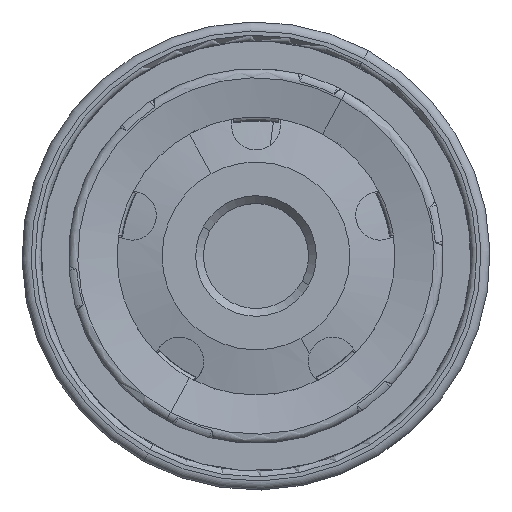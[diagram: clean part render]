
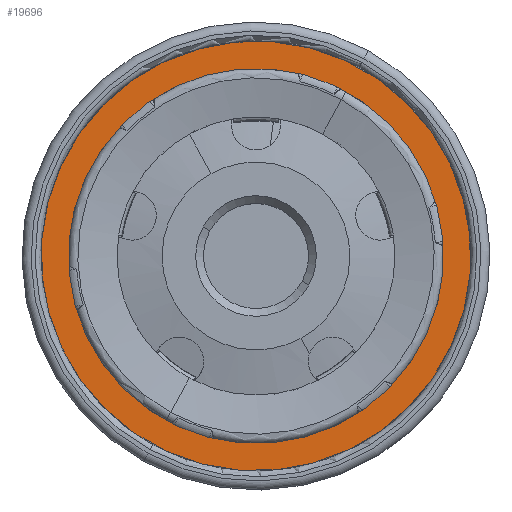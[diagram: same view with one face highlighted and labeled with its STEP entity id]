
A CAD part, top view. The second image highlights one B-rep face of the part: STEP entity #19696.
In plain terms, the highlighted planar face has unit normal (0, 0, 1).
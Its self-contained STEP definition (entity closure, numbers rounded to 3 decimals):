
#19571=AXIS2_PLACEMENT_3D('Circle Axis2P3D',#19569,#19570,$) ;
#19609=AXIS2_PLACEMENT_3D('Circle Axis2P3D',#19607,#19608,$) ;
#19652=AXIS2_PLACEMENT_3D('Circle Axis2P3D',#19650,#19651,$) ;
#19672=AXIS2_PLACEMENT_3D('Circle Axis2P3D',#19670,#19671,$) ;
#19686=AXIS2_PLACEMENT_3D('Plane Axis2P3D',#19683,#19684,#19685) ;
#19566=CARTESIAN_POINT('Vertex',(28.24,13.381,2.85)) ;
#19569=CARTESIAN_POINT('Axis2P3D Location',(0.,0.,2.85)) ;
#19573=CARTESIAN_POINT('Vertex',(-28.24,-13.381,2.85)) ;
#19607=CARTESIAN_POINT('Axis2P3D Location',(0.,0.,2.85)) ;
#19647=CARTESIAN_POINT('Vertex',(-32.352,-15.329,2.85)) ;
#19650=CARTESIAN_POINT('Axis2P3D Location',(0.,0.,2.85)) ;
#19654=CARTESIAN_POINT('Vertex',(32.352,15.329,2.85)) ;
#19670=CARTESIAN_POINT('Axis2P3D Location',(0.,0.,2.85)) ;
#19683=CARTESIAN_POINT('Axis2P3D Location',(-18.368,-25.282,2.85)) ;
#19570=DIRECTION('Axis2P3D Direction',(0.,0.,-1.)) ;
#19608=DIRECTION('Axis2P3D Direction',(0.,0.,-1.)) ;
#19651=DIRECTION('Axis2P3D Direction',(0.,0.,-1.)) ;
#19671=DIRECTION('Axis2P3D Direction',(0.,0.,-1.)) ;
#19684=DIRECTION('Axis2P3D Direction',(0.,0.,-1.)) ;
#19685=DIRECTION('Axis2P3D XDirection',(-0.809,0.588,0.)) ;
#19689=ORIENTED_EDGE('',*,*,#19656,.F.) ;
#19690=ORIENTED_EDGE('',*,*,#19674,.F.) ;
#19693=ORIENTED_EDGE('',*,*,#19611,.T.) ;
#19694=ORIENTED_EDGE('',*,*,#19575,.T.) ;
#19695=FACE_BOUND('',#19692,.T.) ;
#19696=ADVANCED_FACE('PartBody',(#19691,#19695),#19687,.F.) ;
#19572=CIRCLE('generated circle',#19571,31.25) ;
#19610=CIRCLE('generated circle',#19609,31.25) ;
#19653=CIRCLE('generated circle',#19652,35.8) ;
#19673=CIRCLE('generated circle',#19672,35.8) ;
#19575=EDGE_CURVE('',#19574,#19567,#19572,.T.) ;
#19611=EDGE_CURVE('',#19567,#19574,#19610,.T.) ;
#19656=EDGE_CURVE('',#19648,#19655,#19653,.T.) ;
#19674=EDGE_CURVE('',#19655,#19648,#19673,.T.) ;
#19688=EDGE_LOOP('',(#19689,#19690)) ;
#19692=EDGE_LOOP('',(#19693,#19694)) ;
#19691=FACE_OUTER_BOUND('',#19688,.T.) ;
#19687=PLANE('',#19686) ;
#19567=VERTEX_POINT('',#19566) ;
#19574=VERTEX_POINT('',#19573) ;
#19648=VERTEX_POINT('',#19647) ;
#19655=VERTEX_POINT('',#19654) ;
